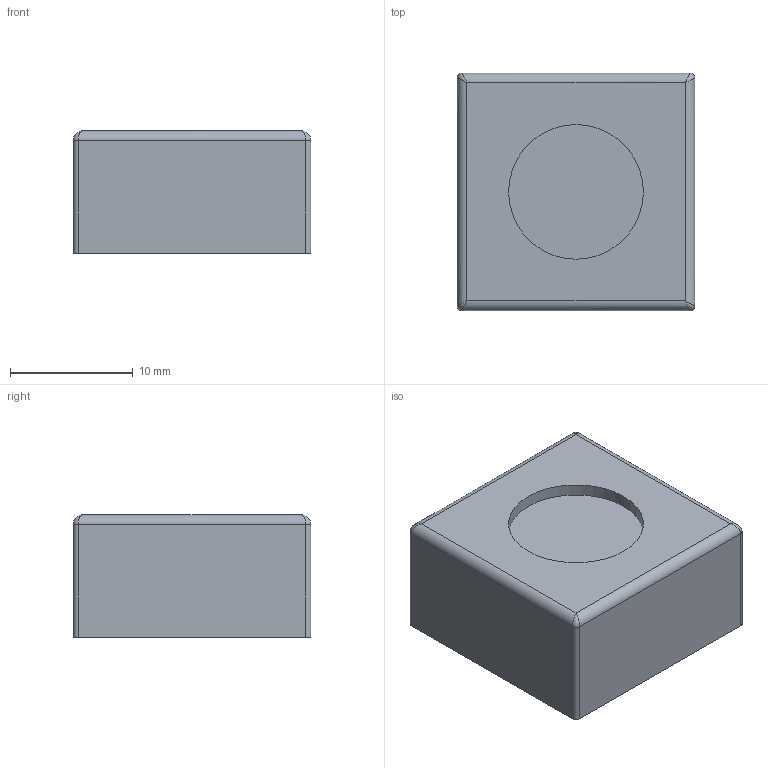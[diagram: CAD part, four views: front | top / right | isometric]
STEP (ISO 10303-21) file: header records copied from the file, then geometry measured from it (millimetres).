
FILE_DESCRIPTION(/* description */ (''),/* implementation_level */ '2;1');
FILE_NAME(/* name */ 'Record Button.stp',/* time_stamp */ '2024-01-13T08:30:57-06:00',/* author */ (''),/* organization */ (''),/* preprocessor_version */ 'ST-DEVELOPER v20',/* originating_system */ 'Autodesk Translation Framework v12.14.0.127',/* authorisation */ '');
FILE_SCHEMA (('AUTOMOTIVE_DESIGN { 1 0 10303 214 3 1 1 }'));
Length unit declared in the file: millimetre
Products named in the file (1): Button Cap
Bounding box: 19.4 x 19.4 x 10 mm (x, y, z)
Volume: 2201.3 mm3; surface area: 2253.4 mm2
Topology: 1 solids, 1 shells, 71 faces, 178 edges, 108 vertices
Faces by surface type: plane 53, cylinder 14, bspline 4
Full cylindrical faces by diameter (mm): 6 x1, 11 x1
Entity records: 2183 total; most frequent: CARTESIAN_POINT 450, ORIENTED_EDGE 348, DIRECTION 346, EDGE_CURVE 174, LINE 138, VECTOR 138, VERTEX_POINT 108, AXIS2_PLACEMENT_3D 104
